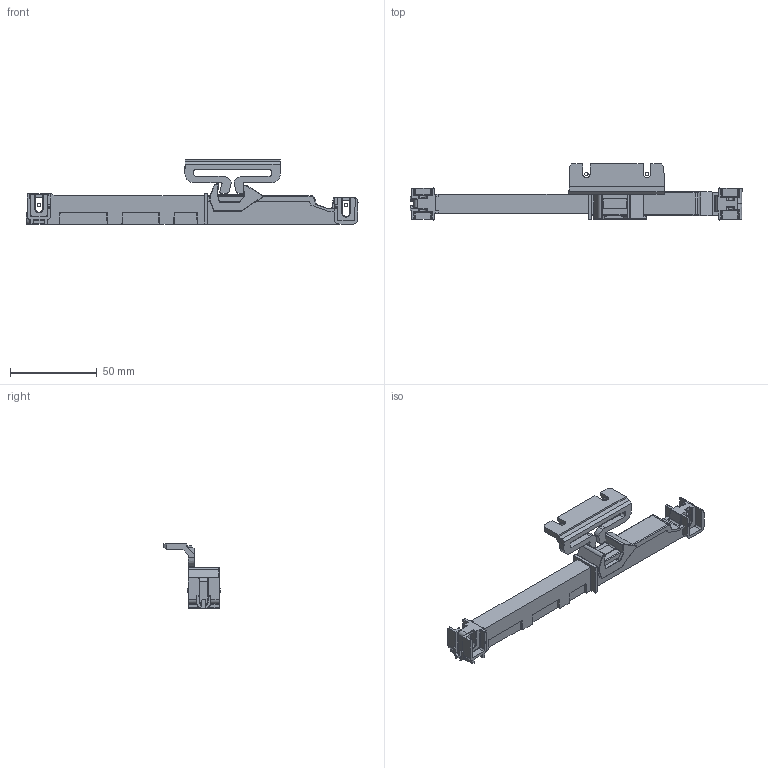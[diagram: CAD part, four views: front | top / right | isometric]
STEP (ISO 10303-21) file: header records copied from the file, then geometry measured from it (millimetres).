
FILE_DESCRIPTION (( 'STEP AP203' ), '1' );
FILE_NAME ('Airtic_M2.STEP', '2021-08-25T14:52:57', ( 'Konstruktor_1' ), ( 'Microsoft' ), 'SwSTEP 2.0', 'SolidWorks 2018', '' );
FILE_SCHEMA (( 'CONFIG_CONTROL_DESIGN' ));
Length unit declared in the file: millimetre
Products named in the file (3): Airtic_M2; Airtic_M2_Def; Aktywator uginany_Def
Assembly tree (2 placements, depth 2):
  Airtic_M2
    Airtic_M2_Def
    Aktywator uginany_Def
Bounding box: 191.75 x 32.35 x 37 mm (x, y, z)
Surface area: 18455.7 mm2 (no closed solid volume)
Topology: 0 solids, 6 shells, 643 faces, 1725 edges, 1076 vertices
Faces by surface type: cylinder 252, plane 236, bspline 72, torus 44, sphere 24, cone 15
Full cylindrical faces by diameter (mm): 2 x4
Entity records: 22412 total; most frequent: CARTESIAN_POINT 6756, ORIENTED_EDGE 3422, DIRECTION 3050, EDGE_CURVE 1715, VERTEX_POINT 1076, AXIS2_PLACEMENT_3D 1059, LINE 932, VECTOR 932
